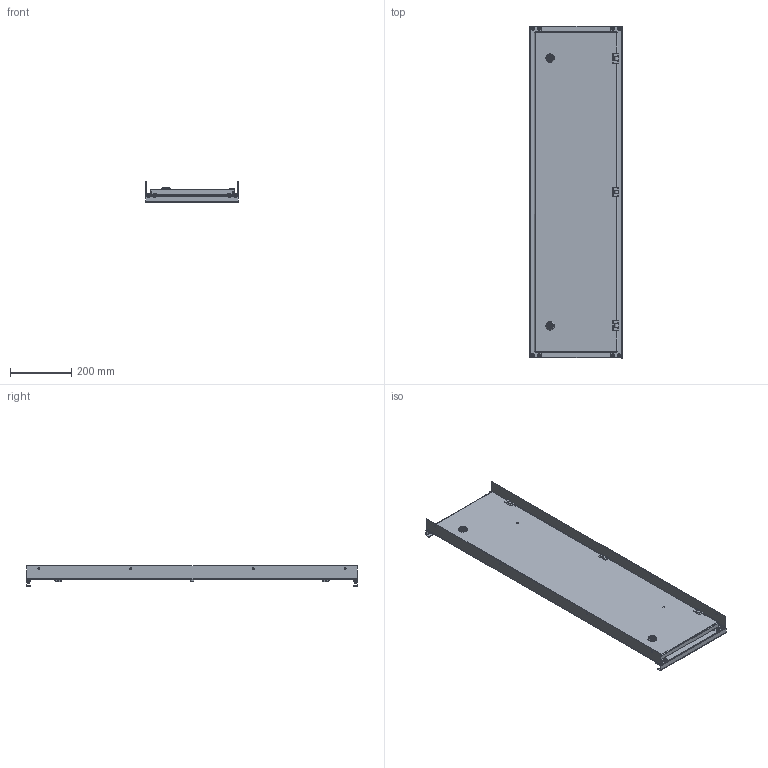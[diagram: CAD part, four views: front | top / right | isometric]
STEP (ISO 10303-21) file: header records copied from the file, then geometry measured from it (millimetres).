
FILE_DESCRIPTION (( 'STEP AP214' ), '1' );
FILE_NAME ('607.412.STEP', '2025-02-10T09:53:54', ( '' ), ( '' ), 'SwSTEP 2.0', 'SolidWorks 2021', '' );
FILE_SCHEMA (( 'AUTOMOTIVE_DESIGN' ));
Length unit declared in the file: millimetre
Products named in the file (21): 607.412-02 栺鍣膱; Âòóëêà øàðíèðà; 607.412; 8SJ_MS705_0760.stp; 8SJ_MS705_0010.stp; Ãàéêà M6 DIN6923.step; Øïèëüêà ïðèâàðíàÿ Ì6õ16; SW6X8.stp; 607.012-02; Âíóòðåííÿÿ ÷àñòü øàðíèðà; Øàðíèð äëÿ âíóòðåííåé äâåðè; 8SJ_MS705_0510.stp; 607.040-02; 8SJ_MS705-1_0040.stp; 607.412 ﾄ粢; Âíåøíÿÿ ÷àñòü øàðíèðà; 妈眚 DIN 912-󊬱6-Zn; 8SJ_S1B_0001.stp; Áîëò Ì6õ10 ñ øåñòèãðàííîé ãîëîâêîé ñ ïðåññøàéáîé; ﾇ瑟鶴 ﾀﾑ ms1000-3M.stp; 607.412-01
Assembly tree (42 placements, depth 4):
  607.412
    607.412-02 栺鍣膱
      607.012-02  x2
      607.040-02  x2
      妈眚 DIN 912-󊬱6-Zn  x8
      Ãàéêà M6 DIN6923.step  x8
    607.412 ﾄ粢
      607.412-01
      Øïèëüêà ïðèâàðíàÿ Ì6õ16  x2
      Øàðíèð äëÿ âíóòðåííåé äâåðè  x3
        Âíóòðåííÿÿ ÷àñòü øàðíèðà
        Âíåøíÿÿ ÷àñòü øàðíèðà
        Âòóëêà øàðíèðà
      ﾇ瑟鶴 ﾀﾑ ms1000-3M.stp  x2
        8SJ_MS705_0010.stp
        8SJ_MS705_0510.stp
        8SJ_MS705_0760.stp
        8SJ_S1B_0001.stp
        8SJ_MS705-1_0040.stp
        SW6X8.stp
    Áîëò Ì6õ10 ñ øåñòèãðàííîé ãîëîâêîé ñ ïðåññøàéáîé  x3
Bounding box: 303.4 x 1083.96 x 67 mm (x, y, z)
Volume: 909443.6 mm3; surface area: 1203911.4 mm2
Topology: 41 solids, 53 shells, 2778 faces, 7101 edges, 4386 vertices
Faces by surface type: cylinder 949, plane 757, bspline 568, cone 216, torus 176, sphere 112
Entity records: 61279 total; most frequent: CARTESIAN_POINT 36521, ORIENTED_EDGE 5454, DIRECTION 4277, EDGE_CURVE 2733, VERTEX_POINT 1684, AXIS2_PLACEMENT_3D 1607, EDGE_LOOP 1165, FACE_OUTER_BOUND 1099
